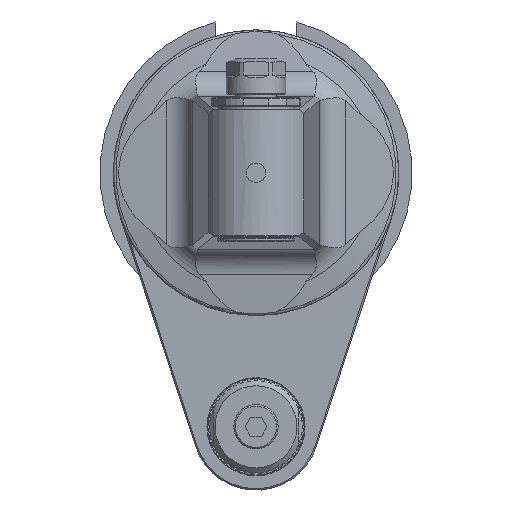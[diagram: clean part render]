
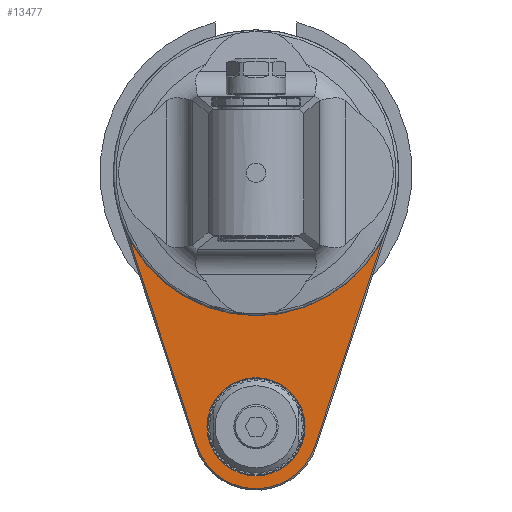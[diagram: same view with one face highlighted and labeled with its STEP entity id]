
A CAD part, front view. The second image highlights one B-rep face of the part: STEP entity #13477.
In plain terms, the highlighted planar face has unit normal (0, -1, 0).
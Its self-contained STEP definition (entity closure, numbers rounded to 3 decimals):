
#416=FACE_BOUND('',#2056,.T.);
#633=PLANE('',#14595);
#1236=FACE_OUTER_BOUND('',#2055,.T.);
#2055=EDGE_LOOP('',(#10804,#10805,#10806,#10807,#10808,#10809,#10810,#10811,
#10812,#10813,#10814,#10815,#10816,#10817));
#2056=EDGE_LOOP('',(#10818));
#2784=CIRCLE('',#14594,15.45);
#2785=CIRCLE('',#14596,44.5);
#2786=CIRCLE('',#14597,19.5);
#2787=CIRCLE('',#14598,44.5);
#2788=CIRCLE('',#14599,44.5);
#2789=CIRCLE('',#14600,30.5);
#2790=CIRCLE('',#14601,44.5);
#3646=LINE('',#22800,#4811);
#3647=LINE('',#22802,#4812);
#3648=LINE('',#22806,#4813);
#3649=LINE('',#22810,#4814);
#3650=LINE('',#22814,#4815);
#3651=LINE('',#22816,#4816);
#3652=LINE('',#22820,#4817);
#3653=LINE('',#22824,#4818);
#4811=VECTOR('',#17159,0.703);
#4812=VECTOR('',#17160,0.703);
#4813=VECTOR('',#17163,10.);
#4814=VECTOR('',#17166,10.);
#4815=VECTOR('',#17169,0.703);
#4816=VECTOR('',#17170,0.703);
#4817=VECTOR('',#17173,10.);
#4818=VECTOR('',#17176,10.);
#6299=VERTEX_POINT('',#22794);
#6300=VERTEX_POINT('',#22798);
#6301=VERTEX_POINT('',#22799);
#6302=VERTEX_POINT('',#22801);
#6303=VERTEX_POINT('',#22803);
#6304=VERTEX_POINT('',#22805);
#6305=VERTEX_POINT('',#22807);
#6306=VERTEX_POINT('',#22809);
#6307=VERTEX_POINT('',#22811);
#6308=VERTEX_POINT('',#22813);
#6309=VERTEX_POINT('',#22815);
#6310=VERTEX_POINT('',#22817);
#6311=VERTEX_POINT('',#22819);
#6312=VERTEX_POINT('',#22821);
#6313=VERTEX_POINT('',#22823);
#7923=EDGE_CURVE('',#6299,#6299,#2784,.T.);
#7924=EDGE_CURVE('',#6300,#6301,#3646,.T.);
#7925=EDGE_CURVE('',#6302,#6300,#3647,.T.);
#7926=EDGE_CURVE('',#6303,#6302,#2785,.T.);
#7927=EDGE_CURVE('',#6304,#6303,#3648,.T.);
#7928=EDGE_CURVE('',#6305,#6304,#2786,.T.);
#7929=EDGE_CURVE('',#6306,#6305,#3649,.T.);
#7930=EDGE_CURVE('',#6307,#6306,#2787,.T.);
#7931=EDGE_CURVE('',#6308,#6307,#3650,.T.);
#7932=EDGE_CURVE('',#6309,#6308,#3651,.T.);
#7933=EDGE_CURVE('',#6310,#6309,#2788,.T.);
#7934=EDGE_CURVE('',#6311,#6310,#3652,.T.);
#7935=EDGE_CURVE('',#6312,#6311,#2789,.T.);
#7936=EDGE_CURVE('',#6312,#6313,#3653,.T.);
#7937=EDGE_CURVE('',#6301,#6313,#2790,.T.);
#10804=ORIENTED_EDGE('',*,*,#7924,.F.);
#10805=ORIENTED_EDGE('',*,*,#7925,.F.);
#10806=ORIENTED_EDGE('',*,*,#7926,.F.);
#10807=ORIENTED_EDGE('',*,*,#7927,.F.);
#10808=ORIENTED_EDGE('',*,*,#7928,.F.);
#10809=ORIENTED_EDGE('',*,*,#7929,.F.);
#10810=ORIENTED_EDGE('',*,*,#7930,.F.);
#10811=ORIENTED_EDGE('',*,*,#7931,.F.);
#10812=ORIENTED_EDGE('',*,*,#7932,.F.);
#10813=ORIENTED_EDGE('',*,*,#7933,.F.);
#10814=ORIENTED_EDGE('',*,*,#7934,.F.);
#10815=ORIENTED_EDGE('',*,*,#7935,.F.);
#10816=ORIENTED_EDGE('',*,*,#7936,.T.);
#10817=ORIENTED_EDGE('',*,*,#7937,.F.);
#10818=ORIENTED_EDGE('',*,*,#7923,.F.);
#13477=ADVANCED_FACE('',(#1236,#416),#633,.F.);
#14594=AXIS2_PLACEMENT_3D('',#22796,#17155,#17156);
#14595=AXIS2_PLACEMENT_3D('',#22797,#17157,#17158);
#14596=AXIS2_PLACEMENT_3D('',#22804,#17161,#17162);
#14597=AXIS2_PLACEMENT_3D('',#22808,#17164,#17165);
#14598=AXIS2_PLACEMENT_3D('',#22812,#17167,#17168);
#14599=AXIS2_PLACEMENT_3D('',#22818,#17171,#17172);
#14600=AXIS2_PLACEMENT_3D('',#22822,#17174,#17175);
#14601=AXIS2_PLACEMENT_3D('',#22825,#17177,#17178);
#17155=DIRECTION('center_axis',(0.,-1.,0.));
#17156=DIRECTION('ref_axis',(1.,0.,0.));
#17157=DIRECTION('center_axis',(0.,1.,0.));
#17158=DIRECTION('ref_axis',(1.,0.,0.));
#17159=DIRECTION('',(-0.707,0.,0.707));
#17160=DIRECTION('',(0.707,0.,0.707));
#17161=DIRECTION('center_axis',(0.,1.,0.));
#17162=DIRECTION('ref_axis',(-0.95,0.,-0.313));
#17163=DIRECTION('',(-0.313,0.,0.95));
#17164=DIRECTION('center_axis',(0.,1.,0.));
#17165=DIRECTION('ref_axis',(0.,0.,-1.));
#17166=DIRECTION('',(-0.313,0.,-0.95));
#17167=DIRECTION('center_axis',(0.,1.,0.));
#17168=DIRECTION('ref_axis',(1.,0.,-0.011));
#17169=DIRECTION('',(0.707,0.,-0.707));
#17170=DIRECTION('',(-0.707,0.,-0.707));
#17171=DIRECTION('center_axis',(0.,1.,0.));
#17172=DIRECTION('ref_axis',(0.017,0.,1.));
#17173=DIRECTION('',(0.,0.,1.));
#17174=DIRECTION('center_axis',(0.,-1.,0.));
#17175=DIRECTION('ref_axis',(0.025,0.,-1.));
#17176=DIRECTION('',(0.,0.,1.));
#17177=DIRECTION('center_axis',(0.,1.,0.));
#17178=DIRECTION('ref_axis',(-1.,0.,0.011));
#22794=CARTESIAN_POINT('',(0.,0.,-95.45));
#22796=CARTESIAN_POINT('Origin',(0.,0.,
-80.));
#22797=CARTESIAN_POINT('Origin',(0.,0.,0.));
#22798=CARTESIAN_POINT('',(-44.,0.,0.));
#22799=CARTESIAN_POINT('',(-44.497,0.,0.497));
#22800=CARTESIAN_POINT('',(-44.,0.,0.));
#22801=CARTESIAN_POINT('',(-44.497,0.,-0.497));
#22802=CARTESIAN_POINT('',(-44.497,0.,-0.497));
#22803=CARTESIAN_POINT('',(-42.271,0.,-13.906));
#22804=CARTESIAN_POINT('Origin',(0.,0.,
0.));
#22805=CARTESIAN_POINT('',(-18.524,0.,-86.093));
#22806=CARTESIAN_POINT('',(-36.334,0.,-31.953));
#22807=CARTESIAN_POINT('',(18.524,0.,-86.093));
#22808=CARTESIAN_POINT('Origin',(0.,0.,
-80.));
#22809=CARTESIAN_POINT('',(42.271,0.,-13.906));
#22810=CARTESIAN_POINT('',(36.334,0.,-31.953));
#22811=CARTESIAN_POINT('',(44.497,0.,-0.497));
#22812=CARTESIAN_POINT('Origin',(0.,0.,
0.));
#22813=CARTESIAN_POINT('',(44.,0.,0.));
#22814=CARTESIAN_POINT('',(44.,0.,0.));
#22815=CARTESIAN_POINT('',(44.497,0.,0.497));
#22816=CARTESIAN_POINT('',(44.497,0.,0.497));
#22817=CARTESIAN_POINT('',(0.75,0.,44.493));
#22818=CARTESIAN_POINT('Origin',(0.,0.,0.));
#22819=CARTESIAN_POINT('',(0.75,0.,30.491));
#22820=CARTESIAN_POINT('',(0.75,0.,11.654));
#22821=CARTESIAN_POINT('',(-0.75,0.,30.491));
#22822=CARTESIAN_POINT('Origin',(0.,0.,
0.));
#22823=CARTESIAN_POINT('',(-0.75,0.,44.493));
#22824=CARTESIAN_POINT('',(-0.75,0.,23.501));
#22825=CARTESIAN_POINT('Origin',(0.,0.,
0.));
